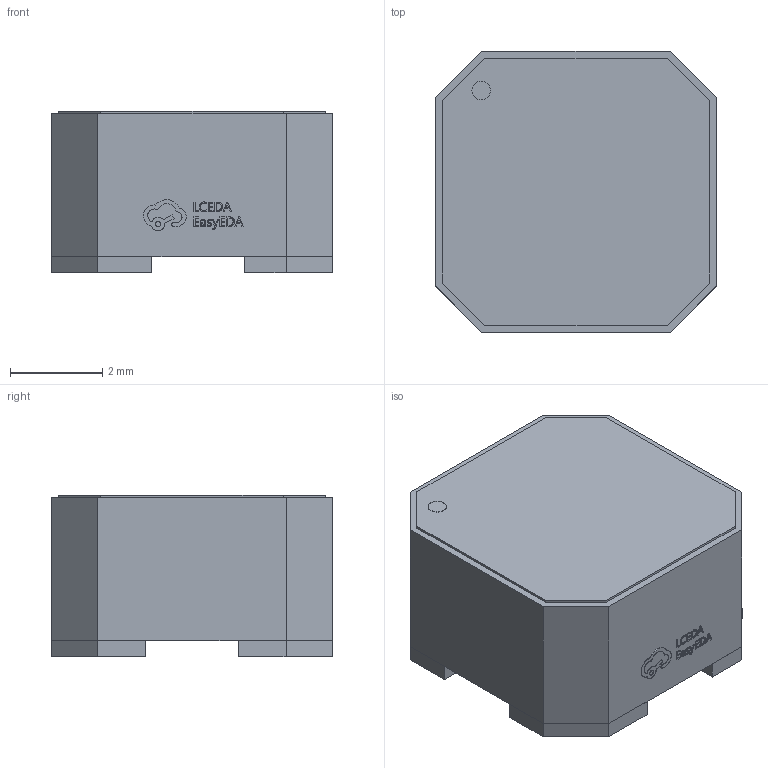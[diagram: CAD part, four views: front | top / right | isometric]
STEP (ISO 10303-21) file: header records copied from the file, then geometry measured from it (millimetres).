
FILE_DESCRIPTION (( 'STEP AP214' ), '1' );
FILE_NAME ('XFMR-SMD_LPR6235-752SML.STEP', '2024-05-11T08:39:56', ( '个人用户' ), ( '微软中国' ), 'SwSTEP 2.0', 'SolidWorks 2020', '' );
FILE_SCHEMA (( 'AUTOMOTIVE_DESIGN' ));
Length unit declared in the file: millimetre
Products named in the file (1): XFMR-SMD_LPR6235-752SML
Bounding box: 6.08 x 6.09 x 3.5 mm (x, y, z)
Volume: 114.5 mm3; surface area: 149.1 mm2
Topology: 1 solids, 1 shells, 278 faces, 757 edges, 502 vertices
Faces by surface type: plane 178, bspline 98, cylinder 2
Entity records: 12285 total; most frequent: CARTESIAN_POINT 2844, ORIENTED_EDGE 1514, DIRECTION 923, EDGE_CURVE 757, VECTOR 553, LINE 553, VERTEX_POINT 502, EDGE_LOOP 299
